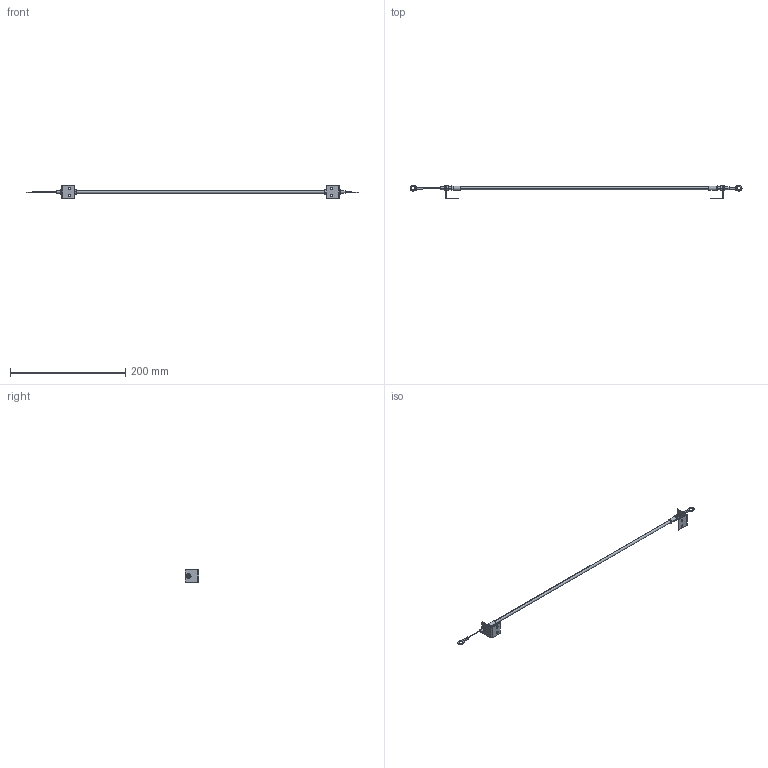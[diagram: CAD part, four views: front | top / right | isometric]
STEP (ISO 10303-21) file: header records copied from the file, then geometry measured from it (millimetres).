
FILE_DESCRIPTION (( 'STEP AP203' ), '1' );
FILE_NAME ('AC-1025-Y-500.STEP', '2020-10-23T07:45:03', ( '' ), ( '' ), 'SwSTEP 2.0', 'SolidWorks 2018', '' );
FILE_SCHEMA (( 'CONFIG_CONTROL_DESIGN' ));
Length unit declared in the file: millimetre
Products named in the file (6): AC-1025-Y_アングル_; AC-1025-Y-500; AC-1025-Y_アウター__AC-1025-Y-500; AC-1025-Y_榋妏僫僢僩ver1.03_M5僫僢僩(揝)3庬_屇傃宎婎弨; AC-1025-Y_ワイヤー__AC-1025-Y-500; AC-1025-Y_傾僂僞乕assy__AC-1025-Y-500
Assembly tree (9 placements, depth 3):
  AC-1025-Y-500
    AC-1025-Y_アングル_  x2
    AC-1025-Y_傾僂僞乕assy__AC-1025-Y-500
      AC-1025-Y_アウター__AC-1025-Y-500
      AC-1025-Y_榋妏僫僢僩ver1.03_M5僫僢僩(揝)3庬_屇傃宎婎弨  x4
    AC-1025-Y_ワイヤー__AC-1025-Y-500
Bounding box: 574.98 x 24.2 x 22 mm (x, y, z)
Volume: 14001.5 mm3; surface area: 17832 mm2
Topology: 8 solids, 8 shells, 191 faces, 439 edges, 270 vertices
Faces by surface type: plane 74, cone 68, cylinder 49
Entity records: 3593 total; most frequent: CARTESIAN_POINT 617, DIRECTION 499, ORIENTED_EDGE 446, EDGE_CURVE 223, AXIS2_PLACEMENT_3D 200, VERTEX_POINT 142, EDGE_LOOP 113, LINE 99
